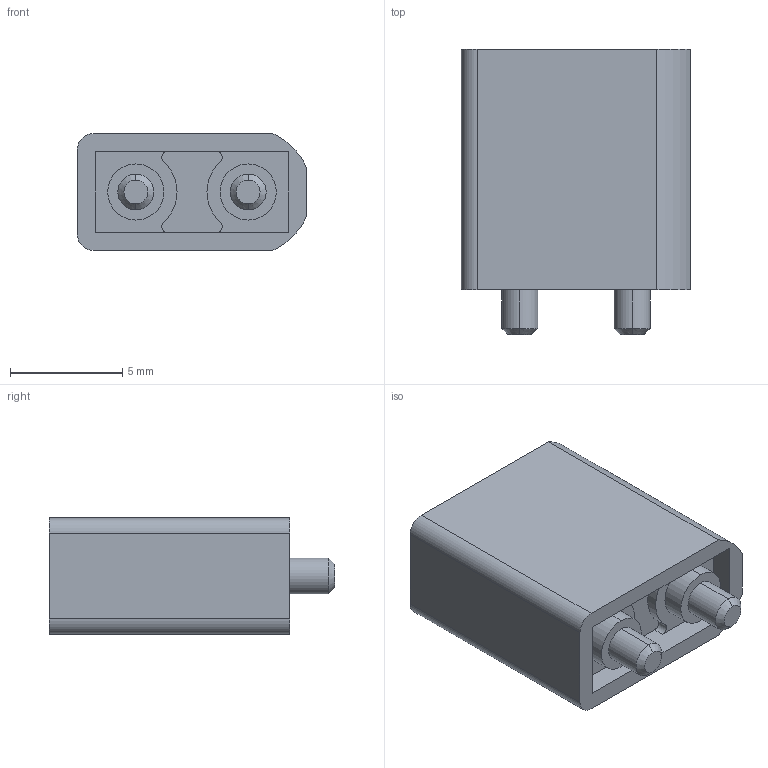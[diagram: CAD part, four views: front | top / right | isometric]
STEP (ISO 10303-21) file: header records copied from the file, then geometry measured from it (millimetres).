
FILE_DESCRIPTION (( 'STEP AP214' ), '1' );
FILE_NAME ('XT30UPB-M.STEP', '2024-06-17T08:53:38', ( 'LENOVO' ), ( '' ), 'SwSTEP 2.0', 'SolidWorks 2021', '' );
FILE_SCHEMA (( 'AUTOMOTIVE_DESIGN' ));
Length unit declared in the file: millimetre
Products named in the file (1): XT30UPB-M
Bounding box: 10.2 x 12.7 x 5.2 mm (x, y, z)
Volume: 307.7 mm3; surface area: 820.5 mm2
Topology: 5 solids, 5 shells, 125 faces, 308 edges, 200 vertices
Faces by surface type: plane 57, cylinder 34, cone 14, torus 12, sphere 8
Entity records: 3874 total; most frequent: CARTESIAN_POINT 810, DIRECTION 642, ORIENTED_EDGE 616, EDGE_CURVE 308, AXIS2_PLACEMENT_3D 256, VERTEX_POINT 200, EDGE_LOOP 132, LINE 130
